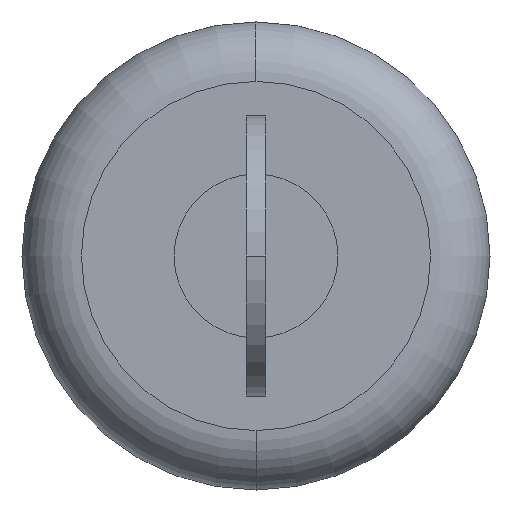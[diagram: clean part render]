
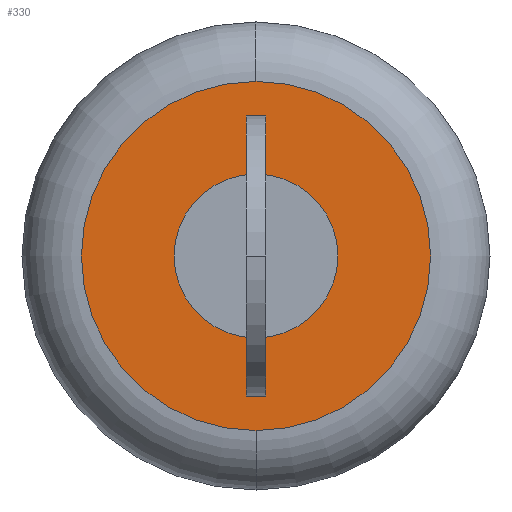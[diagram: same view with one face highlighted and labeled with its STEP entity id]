
A CAD part, left-side view. The second image highlights one B-rep face of the part: STEP entity #330.
In plain terms, the highlighted planar face has unit normal (-1, 0, 0).
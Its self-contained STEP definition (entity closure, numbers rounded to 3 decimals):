
#245=CARTESIAN_POINT('POINT1237',(-33.664,0.
   ,5.25));
#246=VERTEX_POINT('VERTEX1237',#245);
#254=CARTESIAN_POINT('POINT1238',(-33.664,0.,
   -5.25));
#255=VERTEX_POINT('VERTEX1238',#254);
#262=CARTESIAN_POINT('POS2143',(-33.664,0.,
   0.));
#263=DIRECTION('DIR3085',(1.,0.,0.));
#264=DIRECTION('DIR3086',(0.,0.,1.));
#265=AXIS2_PLACEMENT_3D('AXIS943',#262,#263,#264);
#266=CIRCLE('ELLIPSE366',#265,5.25);
#267=EDGE_CURVE('EDGE1861',#246,#255,#266,.T.);
#278=EDGE_CURVE('EDGE1862',#255,#246,#266,.T.);
#306=ORIENTED_EDGE('COEDGE3725',*,*,#278,.T.);
#307=ORIENTED_EDGE('COEDGE3726',*,*,#267,.T.);
#308=EDGE_LOOP('NONE',(#306,#307));
#309=FACE_BOUND('LOOP1',#308,.T.);
#310=CARTESIAN_POINT('POINT1241',(-33.664,0.,
   11.189));
#311=VERTEX_POINT('VERTEX1241',#310);
#312=CARTESIAN_POINT('POINT1242',(-33.664,0.
   ,-11.189));
#313=VERTEX_POINT('VERTEX1242',#312);
#314=CARTESIAN_POINT('POS2147',(-33.664,0.,
   0.));
#315=DIRECTION('DIR3093',(1.,0.,0.));
#316=DIRECTION('DIR3094',(0.,0.,1.));
#317=AXIS2_PLACEMENT_3D('AXIS947',#314,#315,#316);
#318=CIRCLE('ELLIPSE368',#317,11.189);
#319=EDGE_CURVE('EDGE1865',#311,#313,#318,.T.);
#320=ORIENTED_EDGE('COEDGE3727',*,*,#319,.F.);
#321=EDGE_CURVE('EDGE1866',#313,#311,#318,.T.);
#322=ORIENTED_EDGE('COEDGE3728',*,*,#321,.F.);
#323=EDGE_LOOP('NONE',(#320,#322));
#324=FACE_BOUND('LOOP1',#323,.T.);
#325=CARTESIAN_POINT('POS2148',(-33.664,0.,
   5.594));
#326=DIRECTION('DIR3095',(-1.,0.,0.));
#327=DIRECTION('DIR3096',(0.,1.,0.));
#328=AXIS2_PLACEMENT_3D('AXIS948',#325,#326,#327);
#329=PLANE('PLANE457',#328);
#330=ADVANCED_FACE('FACE678',(#309,#324),#329,.T.);
